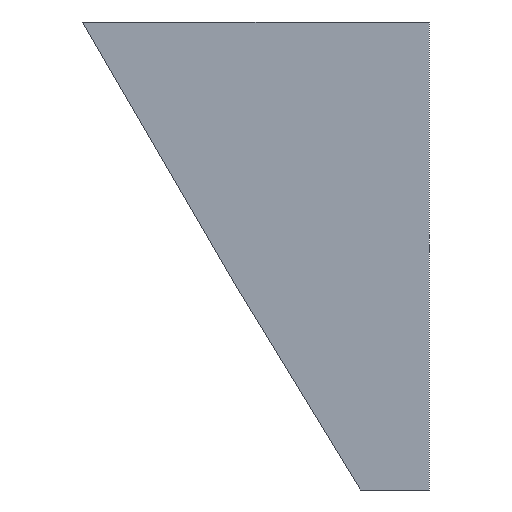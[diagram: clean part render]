
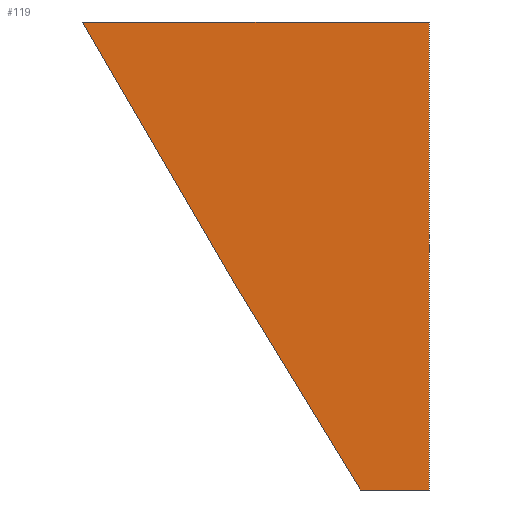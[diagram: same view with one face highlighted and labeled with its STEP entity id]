
A CAD part, left-side view. The second image highlights one B-rep face of the part: STEP entity #119.
In plain terms, the highlighted planar face has unit normal (-1, 0, 0).
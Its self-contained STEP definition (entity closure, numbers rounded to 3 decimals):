
#15=LINE('',#310,#26);
#18=LINE('',#316,#29);
#19=LINE('',#318,#30);
#20=LINE('',#319,#31);
#26=VECTOR('',#148,10.);
#29=VECTOR('',#153,10.);
#30=VECTOR('',#154,10.);
#31=VECTOR('',#155,10.);
#38=PLANE('',#139);
#45=FACE_OUTER_BOUND('',#52,.T.);
#52=EDGE_LOOP('',(#94,#95,#96,#97,#98));
#58=B_SPLINE_CURVE_WITH_KNOTS('',3,(#265,#266,#267,#268,#269,#270,#271,
#272,#273,#274,#275,#276,#277,#278,#279,#280,#281,#282,#283),
 .UNSPECIFIED.,.F.,.F.,(4,3,3,3,3,3,4),(0.07,0.896,
5.098,10.597,10.705,15.327,114.304),
 .UNSPECIFIED.);
#61=VERTEX_POINT('',#258);
#63=VERTEX_POINT('',#264);
#65=VERTEX_POINT('',#309);
#67=VERTEX_POINT('',#315);
#68=VERTEX_POINT('',#317);
#72=EDGE_CURVE('',#63,#61,#58,.T.);
#75=EDGE_CURVE('',#63,#65,#15,.T.);
#78=EDGE_CURVE('',#67,#61,#18,.T.);
#79=EDGE_CURVE('',#68,#67,#19,.T.);
#80=EDGE_CURVE('',#65,#68,#20,.T.);
#94=ORIENTED_EDGE('',*,*,#72,.T.);
#95=ORIENTED_EDGE('',*,*,#78,.F.);
#96=ORIENTED_EDGE('',*,*,#79,.F.);
#97=ORIENTED_EDGE('',*,*,#80,.F.);
#98=ORIENTED_EDGE('',*,*,#75,.F.);
#119=ADVANCED_FACE('',(#45),#38,.F.);
#139=AXIS2_PLACEMENT_3D('',#314,#151,#152);
#148=DIRECTION('',(0.,0.,1.));
#151=DIRECTION('center_axis',(1.,0.,0.));
#152=DIRECTION('ref_axis',(0.,1.,0.));
#153=DIRECTION('',(0.,1.,0.));
#154=DIRECTION('',(0.,0.,-1.));
#155=DIRECTION('',(0.,-1.,0.));
#258=CARTESIAN_POINT('',(700.,327.114,-34.123));
#264=CARTESIAN_POINT('',(700.,584.912,399.865));
#265=CARTESIAN_POINT('Ctrl Pts',(700.,584.912,399.865));
#266=CARTESIAN_POINT('Ctrl Pts',(700.,583.816,397.524));
#267=CARTESIAN_POINT('Ctrl Pts',(700.,582.708,395.186));
#268=CARTESIAN_POINT('Ctrl Pts',(700.,581.59,392.854));
#269=CARTESIAN_POINT('Ctrl Pts',(700.,575.897,380.982));
#270=CARTESIAN_POINT('Ctrl Pts',(700.,570.135,369.634));
#271=CARTESIAN_POINT('Ctrl Pts',(700.,563.693,357.536));
#272=CARTESIAN_POINT('Ctrl Pts',(700.,555.261,341.704));
#273=CARTESIAN_POINT('Ctrl Pts',(700.,546.501,326.206));
#274=CARTESIAN_POINT('Ctrl Pts',(700.,537.225,310.538));
#275=CARTESIAN_POINT('Ctrl Pts',(700.,537.043,310.23));
#276=CARTESIAN_POINT('Ctrl Pts',(700.,536.912,310.01));
#277=CARTESIAN_POINT('Ctrl Pts',(700.,536.841,309.891));
#278=CARTESIAN_POINT('Ctrl Pts',(700.,533.816,304.787));
#279=CARTESIAN_POINT('Ctrl Pts',(700.,530.74,299.673));
#280=CARTESIAN_POINT('Ctrl Pts',(700.,527.619,294.557));
#281=CARTESIAN_POINT('Ctrl Pts',(700.,460.784,184.997));
#282=CARTESIAN_POINT('Ctrl Pts',(700.,393.949,75.437));
#283=CARTESIAN_POINT('Ctrl Pts',(700.,327.114,-34.123));
#309=CARTESIAN_POINT('',(700.,584.912,400.));
#310=CARTESIAN_POINT('',(700.,584.912,-34.123));
#314=CARTESIAN_POINT('Origin',(700.,424.,182.939));
#315=CARTESIAN_POINT('',(700.,263.089,-34.123));
#316=CARTESIAN_POINT('',(700.,263.089,-34.123));
#317=CARTESIAN_POINT('',(700.,263.089,400.));
#318=CARTESIAN_POINT('',(700.,263.089,400.));
#319=CARTESIAN_POINT('',(700.,584.912,400.));
